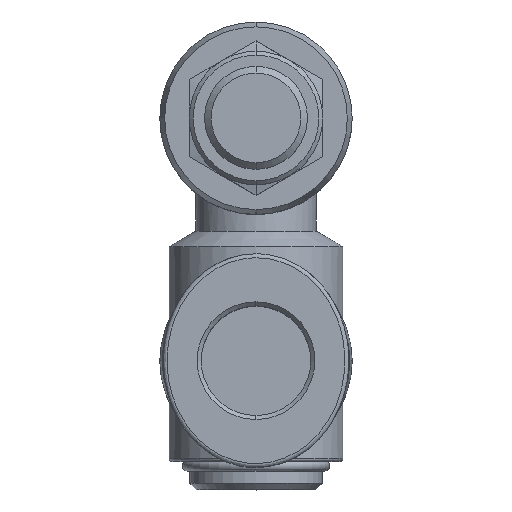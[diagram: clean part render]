
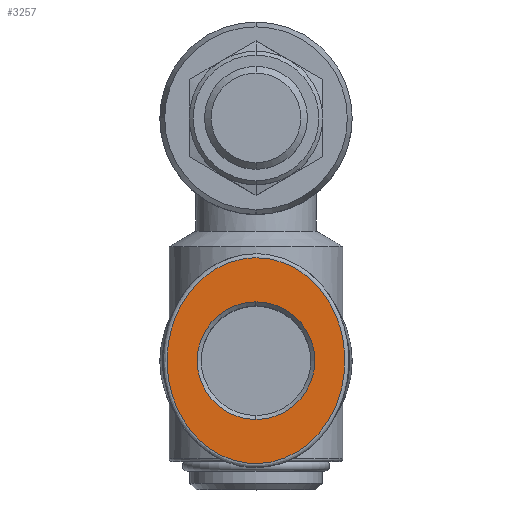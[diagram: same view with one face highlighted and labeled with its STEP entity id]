
A CAD part, top view. The second image highlights one B-rep face of the part: STEP entity #3257.
In plain terms, the highlighted face is planar.
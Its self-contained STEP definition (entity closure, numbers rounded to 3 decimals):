
#300=CARTESIAN_POINT('',(18.141,12.193,0.0));
#301=VERTEX_POINT('',#300);
#308=CARTESIAN_POINT('',(18.141,20.993,0.));
#309=VERTEX_POINT('',#308);
#310=CARTESIAN_POINT('',(18.141,16.593,0.0));
#311=DIRECTION('',(-1.0,0.0,0.0));
#312=DIRECTION('',(0.0,-1.0,0.0));
#313=AXIS2_PLACEMENT_3D('',#310,#311,#312);
#314=CIRCLE('',#313,4.4);
#315=EDGE_CURVE('',#301,#309,#314,.T.);
#3205=CARTESIAN_POINT('',(18.141,16.593,0.0));
#3206=DIRECTION('',(-1.0,0.0,0.0));
#3207=DIRECTION('',(0.0,-1.0,0.0));
#3208=AXIS2_PLACEMENT_3D('',#3205,#3206,#3207);
#3209=CIRCLE('',#3208,4.4);
#3210=EDGE_CURVE('',#309,#301,#3209,.T.);
#3215=CARTESIAN_POINT('',(18.141,16.593,0.0));
#3216=DIRECTION('',(-1.0,0.0,0.0));
#3217=DIRECTION('',(0.0,0.0,1.0));
#3218=AXIS2_PLACEMENT_3D('',#3215,#3216,#3217);
#3219=PLANE('',#3218);
#3220=CARTESIAN_POINT('',(18.141,24.293,0.0));
#3221=VERTEX_POINT('',#3220);
#3222=CARTESIAN_POINT('',(18.141,24.293,0.0));
#3223=CARTESIAN_POINT('',(18.141,24.293,0.574));
#3224=CARTESIAN_POINT('',(18.141,24.205,1.155));
#3225=CARTESIAN_POINT('',(18.141,23.763,2.591));
#3226=CARTESIAN_POINT('',(18.141,23.281,3.406));
#3227=CARTESIAN_POINT('',(18.141,21.804,5.042));
#3228=CARTESIAN_POINT('',(18.141,20.679,5.749));
#3229=CARTESIAN_POINT('',(18.141,18.028,6.669));
#3230=CARTESIAN_POINT('',(18.141,16.465,6.779));
#3231=CARTESIAN_POINT('',(18.141,13.282,6.186));
#3232=CARTESIAN_POINT('',(18.141,11.684,5.371));
#3233=CARTESIAN_POINT('',(18.141,9.854,3.352));
#3234=CARTESIAN_POINT('',(18.141,9.345,2.457));
#3235=CARTESIAN_POINT('',(18.141,8.829,0.507));
#3236=CARTESIAN_POINT('',(18.141,8.832,-0.531));
#3237=CARTESIAN_POINT('',(18.141,9.395,-2.628));
#3238=CARTESIAN_POINT('',(18.141,10.037,-3.652));
#3239=CARTESIAN_POINT('',(18.141,11.889,-5.421));
#3240=CARTESIAN_POINT('',(18.141,13.169,-6.078));
#3241=CARTESIAN_POINT('',(18.141,15.994,-6.76));
#3242=CARTESIAN_POINT('',(18.141,17.557,-6.727));
#3243=CARTESIAN_POINT('',(18.141,20.664,-5.843));
#3244=CARTESIAN_POINT('',(18.141,22.22,-4.834));
#3245=CARTESIAN_POINT('',(18.141,23.897,-2.406));
#3246=CARTESIAN_POINT('',(18.141,24.293,-1.206));
#3247=CARTESIAN_POINT('',(18.141,24.293,0.));
#3248=B_SPLINE_CURVE_WITH_KNOTS('',3,(#3222,#3223,#3224,#3225,#3226,#3227,#3228,#3229,#3230,#3231,#3232,#3233,#3234,#3235,#3236,#3237,#3238,#3239,#3240,#3241,#3242,#3243,#3244,#3245,#3246,#3247),.UNSPECIFIED.,.T.,.U.,(4,2,2,2,2,2,2,2,2,2,2,2,4),(0.0,0.241,0.627,1.164,1.798,2.513,2.932,3.352,3.84,4.421,5.051,5.777,6.283),.UNSPECIFIED.);
#3249=EDGE_CURVE('',#3221,#3221,#3248,.T.);
#3250=ORIENTED_EDGE('',*,*,#3249,.F.);
#3251=EDGE_LOOP('',(#3250));
#3252=FACE_OUTER_BOUND('',#3251,.T.);
#3253=ORIENTED_EDGE('',*,*,#3210,.F.);
#3254=ORIENTED_EDGE('',*,*,#315,.F.);
#3255=EDGE_LOOP('',(#3253,#3254));
#3256=FACE_BOUND('',#3255,.T.);
#3257=ADVANCED_FACE('',(#3252,#3256),#3219,.T.);
